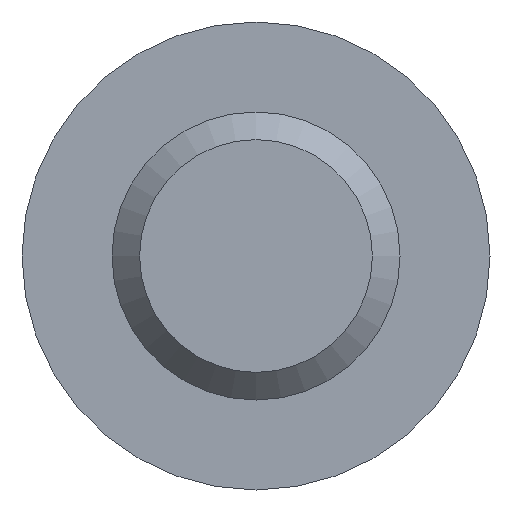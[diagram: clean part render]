
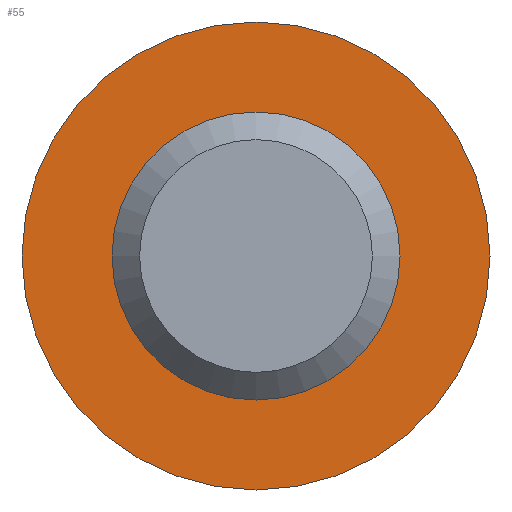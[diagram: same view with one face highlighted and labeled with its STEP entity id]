
A CAD part, front view. The second image highlights one B-rep face of the part: STEP entity #55.
In plain terms, the highlighted planar face has unit normal (0, -1, 0).
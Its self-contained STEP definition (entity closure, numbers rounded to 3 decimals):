
#55 = ADVANCED_FACE( '', ( #110, #111 ), #112, .F. );
#110 = FACE_BOUND( '', #161, .T. );
#111 = FACE_OUTER_BOUND( '', #162, .T. );
#112 = PLANE( '', #163 );
#161 = EDGE_LOOP( '', ( #244 ) );
#162 = EDGE_LOOP( '', ( #245 ) );
#163 = AXIS2_PLACEMENT_3D( '', #246, #247, #248 );
#244 = ORIENTED_EDGE( '', *, *, #279, .T. );
#245 = ORIENTED_EDGE( '', *, *, #304, .F. );
#246 = CARTESIAN_POINT( '', ( 0., 20., 0. ) );
#247 = DIRECTION( '', ( 0., 1., 0. ) );
#248 = DIRECTION( '', ( 0., 0., 1. ) );
#279 = EDGE_CURVE( '', #319, #319, #320, .T. );
#304 = EDGE_CURVE( '', #356, #356, #357, .T. );
#319 = VERTEX_POINT( '', #376 );
#320 = CIRCLE( '', #377, 4. );
#356 = VERTEX_POINT( '', #426 );
#357 = CIRCLE( '', #427, 6.5 );
#376 = CARTESIAN_POINT( '', ( 0., 20., 4. ) );
#377 = AXIS2_PLACEMENT_3D( '', #437, #438, #439 );
#426 = CARTESIAN_POINT( '', ( 6.5, 20., 0. ) );
#427 = AXIS2_PLACEMENT_3D( '', #462, #463, #464 );
#437 = CARTESIAN_POINT( '', ( 0., 20., 0. ) );
#438 = DIRECTION( '', ( 0., 1., 0. ) );
#439 = DIRECTION( '', ( 0., 0., 1. ) );
#462 = CARTESIAN_POINT( '', ( 0., 20., 0. ) );
#463 = DIRECTION( '', ( 0., 1., 0. ) );
#464 = DIRECTION( '', ( 1., 0., 0. ) );
